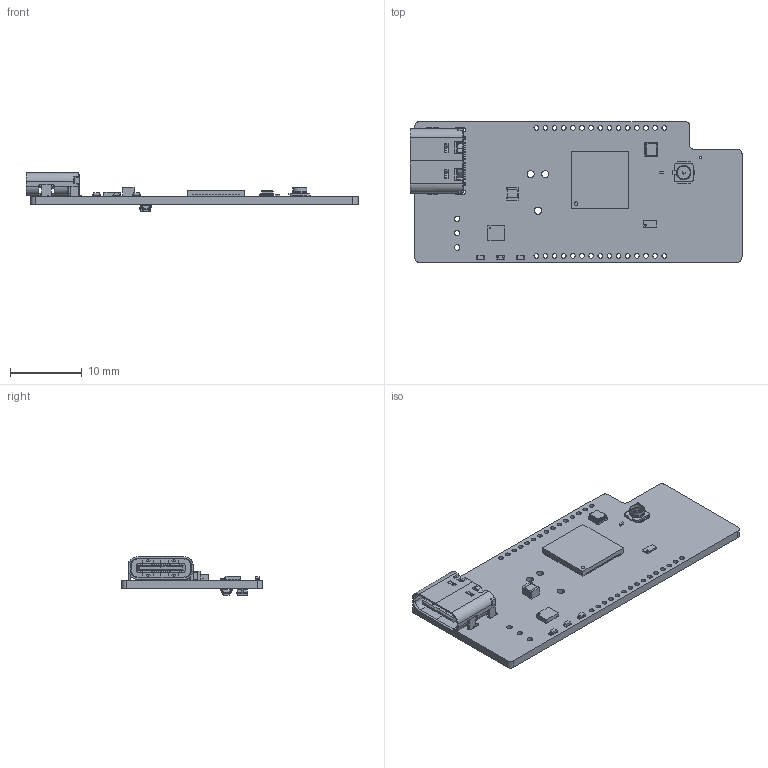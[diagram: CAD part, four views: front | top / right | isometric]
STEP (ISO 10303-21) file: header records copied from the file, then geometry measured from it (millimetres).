
FILE_DESCRIPTION(('KiCad electronic assembly'),'2;1');
FILE_NAME('stm32_bluet_pill.step','2024-04-17T19:22:18',('Pcbnew'),( 'Kicad'),'Open CASCADE STEP processor 7.7','KiCad to STEP converter' ,'Unknown');
FILE_SCHEMA(('AUTOMOTIVE_DESIGN { 1 0 10303 214 1 1 1 1 }'));
Length unit declared in the file: millimetre
Products named in the file (24): stm32_bluet_pill 1; LED_0402_1005Metric; L_0201_0603Metric; L_0805_2012Metric; Texas_DSBGA-8_0.705x1.468mm_Layout2x4_P0.4mm; CQ assembly; USB_C_Receptacle_GCT_USB4105-xx-A_16P_TopMnt_Horizontal; USB_C_Receptacle_16P_TopMnt_Horizontal_GCT_USB4105-xx-A; Crystal_SMD_2520-4Pin_2.5x2.0mm; U.FL_Hirose_U.FL-R-SMT-1_Vertical; WSON-10-1EP_2.5x2.5mm_P0.5mm_EP1.2x2mm; QFN-68-1EP_8x8mm_P0.4mm_EP5.2x5.2mm; QFN_68_1EP_8x8mm_P04mm_EP52x52mm; SOT-323_SC-70; SOT_323_SC_70; stm32_bluet_pill_PCB
Assembly tree (25 placements, depth 3):
  stm32_bluet_pill 1
    LED_0402_1005Metric  x2
      LED_0402_1005Metric
    L_0201_0603Metric
      L_0201_0603Metric
    L_0805_2012Metric
      L_0805_2012Metric
    Texas_DSBGA-8_0.705x1.468mm_Layout2x4_P0.4mm
      CQ assembly
    USB_C_Receptacle_GCT_USB4105-xx-A_16P_TopMnt_Horizontal
      USB_C_Receptacle_16P_TopMnt_Horizontal_GCT_USB4105-xx-A
    Crystal_SMD_2520-4Pin_2.5x2.0mm
      Crystal_SMD_2520-4Pin_2.5x2.0mm
    U.FL_Hirose_U.FL-R-SMT-1_Vertical
      U.FL_Hirose_U.FL-R-SMT-1_Vertical
    WSON-10-1EP_2.5x2.5mm_P0.5mm_EP1.2x2mm
      CQ assembly
    LED_0402_1005Metric
      LED_0402_1005Metric
    QFN-68-1EP_8x8mm_P0.4mm_EP5.2x5.2mm
      QFN_68_1EP_8x8mm_P04mm_EP52x52mm
    SOT-323_SC-70  x2
      SOT_323_SC_70
    stm32_bluet_pill_PCB
Bounding box: 46.15 x 19.56 x 5.39 mm (x, y, z)
Volume: 1149 mm3; surface area: 2750.1 mm2
Topology: 70 solids, 70 shells, 1863 faces, 4848 edges, 3112 vertices
Faces by surface type: plane 962, bspline 595, cylinder 294, cone 11, sphere 1
Full cylindrical faces by diameter (mm): 0.2 x2, 0.3 x1, 0.4 x1, 0.5 x3, 0.6 x1, 0.65 x30, 0.75 x3, 0.991 x3, 1.8 x1, 1.92 x1, 2 x2
Entity records: 63564 total; most frequent: CARTESIAN_POINT 13237, ORIENTED_EDGE 9004, DIRECTION 6577, EDGE_CURVE 4502, VERTEX_POINT 2912, LINE 2781, VECTOR 2781, AXIS2_PLACEMENT_3D 1898
